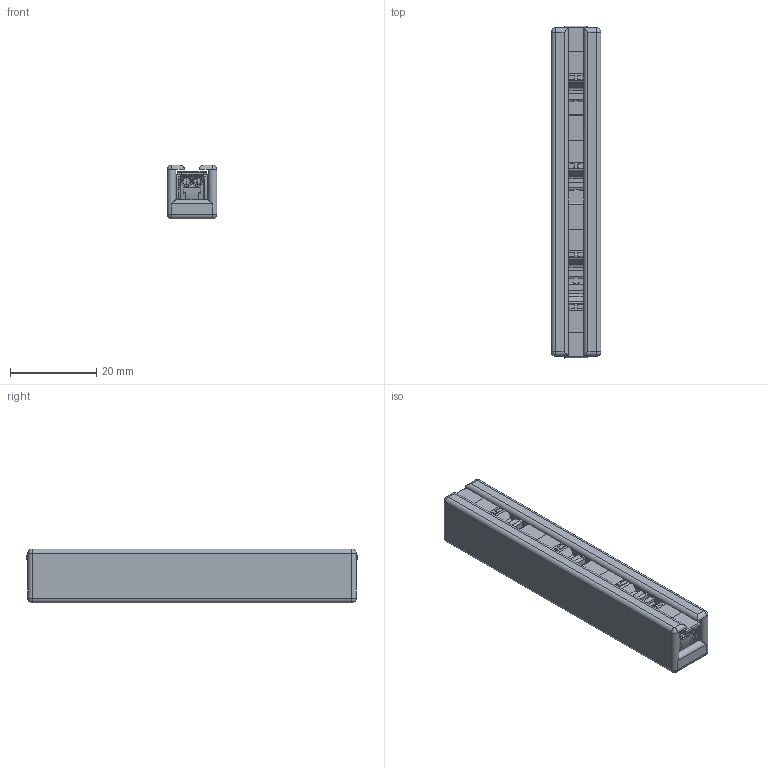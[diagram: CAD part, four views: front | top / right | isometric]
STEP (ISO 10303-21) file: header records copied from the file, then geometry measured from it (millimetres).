
FILE_DESCRIPTION(/* description */ (''),/* implementation_level */ '2;1');
FILE_NAME(/* name */ 'CAN Inline 3 Way Splitter.step',/* time_stamp */ '2024-11-06T18:09:08-06:00',/* author */ (''),/* organization */ (''),/* preprocessor_version */ 'ST-DEVELOPER v20',/* originating_system */ 'Autodesk Translation Framework v13.20.0.188',/* authorisation */ '');
FILE_SCHEMA (('AUTOMOTIVE_DESIGN { 1 0 10303 214 3 1 1 }'));
Length unit declared in the file: millimetre
Products named in the file (7): IDC 1-3 Series Flexible Enclosure; IDC_1-3_series; Board; Packages; LOGO_5MM_STEIN; 1702610; Housing
Assembly tree (10 placements, depth 4):
  IDC 1-3 Series Flexible Enclosure
    IDC_1-3_series
      Board
      Packages
        LOGO_5MM_STEIN  x2
        1702610  x4
    Housing
Bounding box: 11.5 x 76.85 x 12.47 mm (x, y, z)
Volume: 8055.7 mm3; surface area: 12316.1 mm2
Topology: 18 solids, 18 shells, 3530 faces, 9906 edges, 6540 vertices
Faces by surface type: plane 2680, cylinder 610, bspline 188, cone 28, torus 16, sphere 8
Full cylindrical faces by diameter (mm): 1.1 x12, 1.7 x8
Entity records: 38558 total; most frequent: CARTESIAN_POINT 9550, ORIENTED_EDGE 6186, DIRECTION 5720, EDGE_CURVE 3093, LINE 2548, VECTOR 2548, VERTEX_POINT 2040, AXIS2_PLACEMENT_3D 1586
